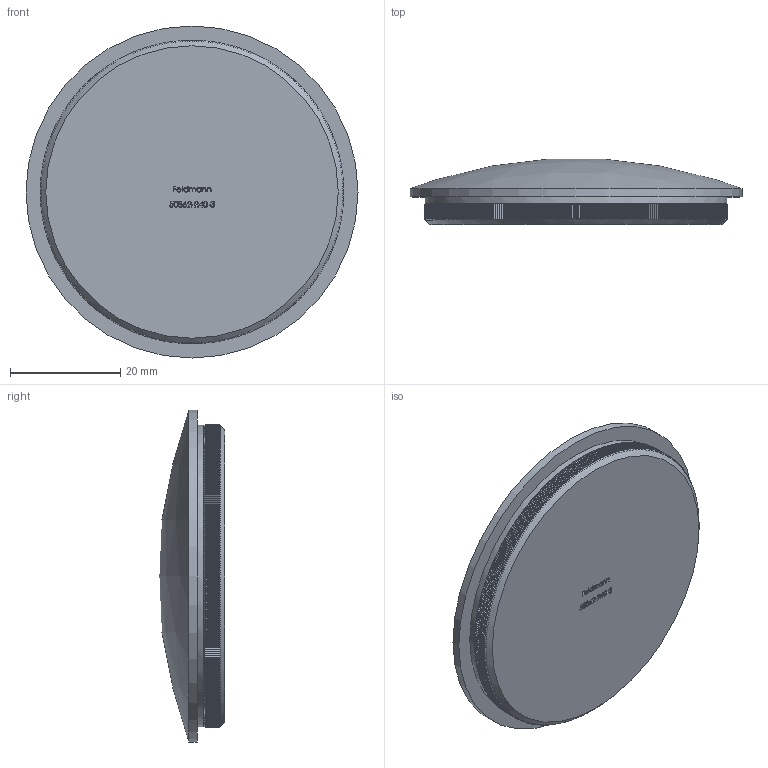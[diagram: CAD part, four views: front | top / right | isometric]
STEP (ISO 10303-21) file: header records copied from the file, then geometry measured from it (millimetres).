
FILE_DESCRIPTION (( 'STEP AP203' ), '1' );
FILE_NAME ('50862-240-3.step', '2021-11-18T14:16:31', ( '' ), ( '' ), 'SwSTEP 2.0', 'SolidWorks 2018', '' );
FILE_SCHEMA (( 'CONFIG_CONTROL_DESIGN' ));
Products named in the file (2): 50862-240-3
Bounding box: 60.3 x 11.85 x 60.3 mm (x, y, z)
Volume: 23988.9 mm3; surface area: 7161.4 mm2
Topology: 1 solids, 1 shells, 1899 faces, 4782 edges, 2914 vertices
Faces by surface type: plane 949, cylinder 412, cone 411, bspline 126, sphere 1
Full cylindrical faces by diameter (mm): 54.7 x1, 60.3 x1
Entity records: 64634 total; most frequent: CARTESIAN_POINT 22456, ORIENTED_EDGE 9558, DIRECTION 7671, EDGE_CURVE 4779, AXIS2_PLACEMENT_3D 3009, VERTEX_POINT 2914, EDGE_LOOP 1931, FACE_OUTER_BOUND 1901
